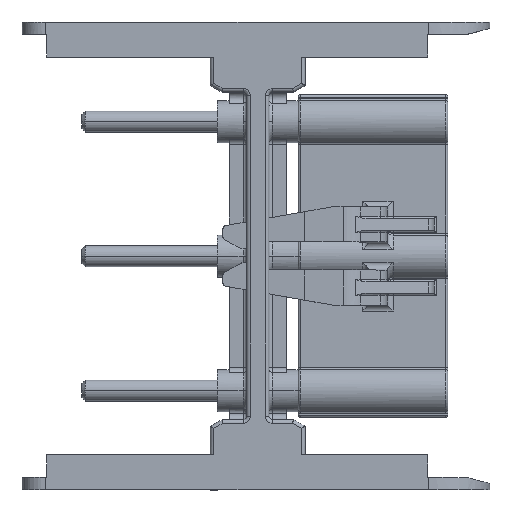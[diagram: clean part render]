
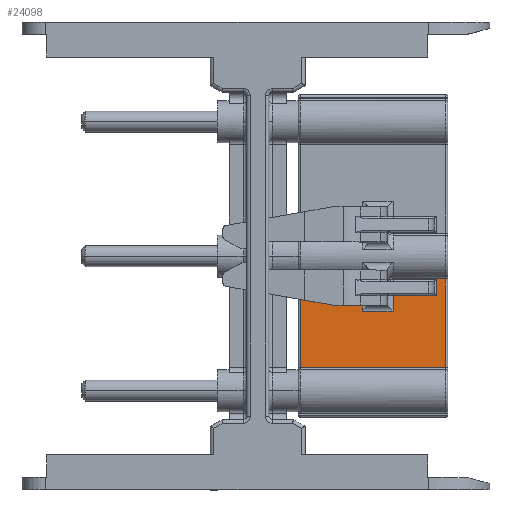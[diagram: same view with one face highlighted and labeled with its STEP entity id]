
A CAD part, top view. The second image highlights one B-rep face of the part: STEP entity #24098.
In plain terms, the highlighted face is planar.
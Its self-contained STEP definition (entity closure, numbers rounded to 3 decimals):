
#49 = DIRECTION ( 'NONE',  ( -1., 0., 0. ) ) ;
#160 = VERTEX_POINT ( 'NONE', #18467 ) ;
#1085 = ORIENTED_EDGE ( 'NONE', *, *, #14652, .T. ) ;
#1111 = VERTEX_POINT ( 'NONE', #20649 ) ;
#1515 = ORIENTED_EDGE ( 'NONE', *, *, #19317, .T. ) ;
#2262 = CARTESIAN_POINT ( 'NONE',  ( -1.96, 0.8, -0.2 ) ) ;
#2799 = DIRECTION ( 'NONE',  ( -1., 0., 0. ) ) ;
#2845 = VECTOR ( 'NONE', #15166, 1000. ) ;
#3189 = VERTEX_POINT ( 'NONE', #15292 ) ;
#3414 = CARTESIAN_POINT ( 'NONE',  ( -3.4, 0.8, -6.4 ) ) ;
#3695 = FACE_OUTER_BOUND ( 'NONE', #12279, .T. ) ;
#3849 = CARTESIAN_POINT ( 'NONE',  ( -1.96, 0.8, -6.4 ) ) ;
#3863 = VECTOR ( 'NONE', #26854, 1000. ) ;
#3969 = VERTEX_POINT ( 'NONE', #2262 ) ;
#3982 = DIRECTION ( 'NONE',  ( 0., 0., 1. ) ) ;
#4090 = ORIENTED_EDGE ( 'NONE', *, *, #21224, .F. ) ;
#5251 = LINE ( 'NONE', #3414, #27901 ) ;
#5673 = CARTESIAN_POINT ( 'NONE',  ( -2., 0.8, -4.678 ) ) ;
#5712 = VERTEX_POINT ( 'NONE', #5673 ) ;
#5869 = DIRECTION ( 'NONE',  ( 1., 0., 0. ) ) ;
#5892 = VECTOR ( 'NONE', #5869, 1000. ) ;
#6225 = VECTOR ( 'NONE', #12181, 1000. ) ;
#6813 = CARTESIAN_POINT ( 'NONE',  ( -9.54, 0.8, -12.6 ) ) ;
#7059 = CARTESIAN_POINT ( 'NONE',  ( -5.74, 0.8, -4.678 ) ) ;
#7110 = ORIENTED_EDGE ( 'NONE', *, *, #8148, .T. ) ;
#7324 = CARTESIAN_POINT ( 'NONE',  ( -2., 0.8, -6.4 ) ) ;
#7806 = CARTESIAN_POINT ( 'NONE',  ( -5.75, 0.8, -0.2 ) ) ;
#7835 = VERTEX_POINT ( 'NONE', #21821 ) ;
#8148 = EDGE_CURVE ( 'NONE', #3969, #7835, #21766, .T. ) ;
#8490 = ORIENTED_EDGE ( 'NONE', *, *, #25257, .F. ) ;
#8629 = DIRECTION ( 'NONE',  ( 0., 1., 0. ) ) ;
#9325 = VECTOR ( 'NONE', #49, 1000. ) ;
#9997 = DIRECTION ( 'NONE',  ( -1., 0., 0. ) ) ;
#10729 = VECTOR ( 'NONE', #11122, 1000. ) ;
#10949 = EDGE_CURVE ( 'NONE', #1111, #160, #21266, .T. ) ;
#11122 = DIRECTION ( 'NONE',  ( 0., 0., -1. ) ) ;
#11246 = ORIENTED_EDGE ( 'NONE', *, *, #10949, .T. ) ;
#11407 = VECTOR ( 'NONE', #2799, 1000. ) ;
#11894 = CARTESIAN_POINT ( 'NONE',  ( -1.96, 0.8, -6.4 ) ) ;
#11927 = VECTOR ( 'NONE', #22796, 1000. ) ;
#11935 = CARTESIAN_POINT ( 'NONE',  ( -1.96, 0.8, -7.278 ) ) ;
#12181 = DIRECTION ( 'NONE',  ( 1., 0., 0. ) ) ;
#12225 = DIRECTION ( 'NONE',  ( 0., 0., -1. ) ) ;
#12279 = EDGE_LOOP ( 'NONE', ( #1515, #16292, #11246, #28135, #13957, #20004, #24778, #1085, #8490, #15370, #4090, #7110 ) ) ;
#12599 = EDGE_CURVE ( 'NONE', #20753, #3189, #17275, .T. ) ;
#12705 = CARTESIAN_POINT ( 'NONE',  ( -9.54, 0.8, -6.4 ) ) ;
#12907 = CARTESIAN_POINT ( 'NONE',  ( -4.7, 0.8, -6.4 ) ) ;
#13272 = EDGE_CURVE ( 'NONE', #3189, #20377, #26131, .T. ) ;
#13362 = VERTEX_POINT ( 'NONE', #22066 ) ;
#13565 = VERTEX_POINT ( 'NONE', #11935 ) ;
#13957 = ORIENTED_EDGE ( 'NONE', *, *, #12599, .T. ) ;
#14056 = VERTEX_POINT ( 'NONE', #6813 ) ;
#14652 = EDGE_CURVE ( 'NONE', #13565, #13362, #18455, .T. ) ;
#15166 = DIRECTION ( 'NONE',  ( 0., 0., -1. ) ) ;
#15292 = CARTESIAN_POINT ( 'NONE',  ( -4.7, 0.8, -4.678 ) ) ;
#15370 = ORIENTED_EDGE ( 'NONE', *, *, #18275, .T. ) ;
#16292 = ORIENTED_EDGE ( 'NONE', *, *, #25639, .T. ) ;
#16436 = LINE ( 'NONE', #7806, #21619 ) ;
#16891 = DIRECTION ( 'NONE',  ( 0., 0., -1. ) ) ;
#17275 = LINE ( 'NONE', #7059, #11407 ) ;
#17370 = CARTESIAN_POINT ( 'NONE',  ( -5.74, 0.8, -4.678 ) ) ;
#17888 = LINE ( 'NONE', #27595, #6225 ) ;
#18275 = EDGE_CURVE ( 'NONE', #14056, #24696, #26339, .T. ) ;
#18455 = LINE ( 'NONE', #3849, #24338 ) ;
#18467 = CARTESIAN_POINT ( 'NONE',  ( -3.4, 0.8, -0.978 ) ) ;
#18945 = CARTESIAN_POINT ( 'NONE',  ( -5.74, 0.8, -7.278 ) ) ;
#19317 = EDGE_CURVE ( 'NONE', #7835, #5712, #26895, .T. ) ;
#19445 = AXIS2_PLACEMENT_3D ( 'NONE', #21800, #8629, #24072 ) ;
#19762 = VECTOR ( 'NONE', #3982, 1000. ) ;
#20004 = ORIENTED_EDGE ( 'NONE', *, *, #13272, .T. ) ;
#20122 = EDGE_CURVE ( 'NONE', #20377, #13565, #22702, .T. ) ;
#20377 = VERTEX_POINT ( 'NONE', #23915 ) ;
#20649 = CARTESIAN_POINT ( 'NONE',  ( -2., 0.8, -0.978 ) ) ;
#20753 = VERTEX_POINT ( 'NONE', #24904 ) ;
#21224 = EDGE_CURVE ( 'NONE', #3969, #24696, #16436, .T. ) ;
#21266 = LINE ( 'NONE', #24641, #3863 ) ;
#21619 = VECTOR ( 'NONE', #9997, 1000. ) ;
#21621 = PLANE ( 'NONE',  #19445 ) ;
#21766 = LINE ( 'NONE', #11894, #10729 ) ;
#21800 = CARTESIAN_POINT ( 'NONE',  ( -10.059, 0.8, 0. ) ) ;
#21821 = CARTESIAN_POINT ( 'NONE',  ( -1.96, 0.8, -4.678 ) ) ;
#22066 = CARTESIAN_POINT ( 'NONE',  ( -1.96, 0.8, -12.6 ) ) ;
#22702 = LINE ( 'NONE', #18945, #5892 ) ;
#22796 = DIRECTION ( 'NONE',  ( 0., 0., 1. ) ) ;
#23323 = EDGE_CURVE ( 'NONE', #160, #20753, #5251, .T. ) ;
#23719 = LINE ( 'NONE', #7324, #11927 ) ;
#23915 = CARTESIAN_POINT ( 'NONE',  ( -4.7, 0.8, -7.278 ) ) ;
#24072 = DIRECTION ( 'NONE',  ( 1., 0., 0. ) ) ;
#24098 = ADVANCED_FACE ( 'F174', ( #3695 ), #21621, .T. ) ;
#24338 = VECTOR ( 'NONE', #16891, 1000. ) ;
#24641 = CARTESIAN_POINT ( 'NONE',  ( -5.74, 0.8, -0.978 ) ) ;
#24696 = VERTEX_POINT ( 'NONE', #27283 ) ;
#24778 = ORIENTED_EDGE ( 'NONE', *, *, #20122, .T. ) ;
#24904 = CARTESIAN_POINT ( 'NONE',  ( -3.4, 0.8, -4.678 ) ) ;
#25257 = EDGE_CURVE ( 'NONE', #14056, #13362, #17888, .T. ) ;
#25639 = EDGE_CURVE ( 'NONE', #5712, #1111, #23719, .T. ) ;
#26131 = LINE ( 'NONE', #12907, #2845 ) ;
#26339 = LINE ( 'NONE', #12705, #19762 ) ;
#26854 = DIRECTION ( 'NONE',  ( -1., 0., 0. ) ) ;
#26895 = LINE ( 'NONE', #17370, #9325 ) ;
#27283 = CARTESIAN_POINT ( 'NONE',  ( -9.54, 0.8, -0.2 ) ) ;
#27595 = CARTESIAN_POINT ( 'NONE',  ( -5.75, 0.8, -12.6 ) ) ;
#27901 = VECTOR ( 'NONE', #12225, 1000. ) ;
#28135 = ORIENTED_EDGE ( 'NONE', *, *, #23323, .T. ) ;
